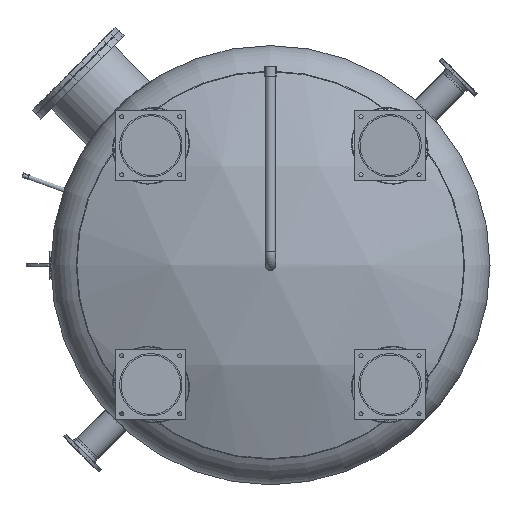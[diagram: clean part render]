
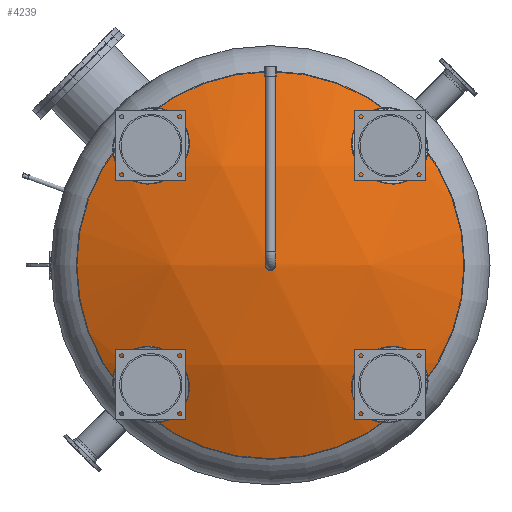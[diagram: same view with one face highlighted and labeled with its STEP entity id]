
A CAD part, front view. The second image highlights one B-rep face of the part: STEP entity #4239.
In plain terms, the highlighted spherical face has radius 2508.3 mm.
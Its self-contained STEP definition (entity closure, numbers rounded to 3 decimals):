
#396=FACE_BOUND('',#815,.T.);
#566=SPHERICAL_SURFACE('',#4927,2508.3);
#584=FACE_OUTER_BOUND('',#814,.T.);
#814=EDGE_LOOP('',(#2910,#2911));
#815=EDGE_LOOP('',(#2912));
#1664=CIRCLE('',#4918,30.15);
#1666=CIRCLE('',#4921,1105.547);
#1667=CIRCLE('',#4922,1105.547);
#1937=VERTEX_POINT('',#6851);
#1939=VERTEX_POINT('',#6857);
#1940=VERTEX_POINT('',#6858);
#2330=EDGE_CURVE('',#1937,#1937,#1664,.T.);
#2333=EDGE_CURVE('',#1939,#1940,#1666,.T.);
#2334=EDGE_CURVE('',#1940,#1939,#1667,.T.);
#2910=ORIENTED_EDGE('',*,*,#2333,.T.);
#2911=ORIENTED_EDGE('',*,*,#2334,.T.);
#2912=ORIENTED_EDGE('',*,*,#2330,.T.);
#4239=ADVANCED_FACE('',(#584,#396),#566,.T.);
#4918=AXIS2_PLACEMENT_3D('',#6852,#5490,#5491);
#4921=AXIS2_PLACEMENT_3D('',#6859,#5497,#5498);
#4922=AXIS2_PLACEMENT_3D('',#6860,#5499,#5500);
#4927=AXIS2_PLACEMENT_3D('',#6868,#5509,#5510);
#5490=DIRECTION('center_axis',(0.,-1.,0.));
#5491=DIRECTION('ref_axis',(1.,0.,0.));
#5497=DIRECTION('center_axis',(0.,1.,0.));
#5498=DIRECTION('ref_axis',(-1.,0.,0.));
#5499=DIRECTION('center_axis',(0.,1.,0.));
#5500=DIRECTION('ref_axis',(-1.,0.,0.));
#5509=DIRECTION('center_axis',(0.,0.,1.));
#5510=DIRECTION('ref_axis',(1.,0.,0.));
#6851=CARTESIAN_POINT('',(-30.15,521.292,0.));
#6852=CARTESIAN_POINT('Origin',(0.,521.292,0.));
#6857=CARTESIAN_POINT('',(-1105.547,264.692,0.));
#6858=CARTESIAN_POINT('',(0.,264.692,-1105.547));
#6859=CARTESIAN_POINT('Origin',(0.,264.692,
0.));
#6860=CARTESIAN_POINT('Origin',(0.,264.692,
0.));
#6868=CARTESIAN_POINT('Origin',(0.,-1986.827,0.));
